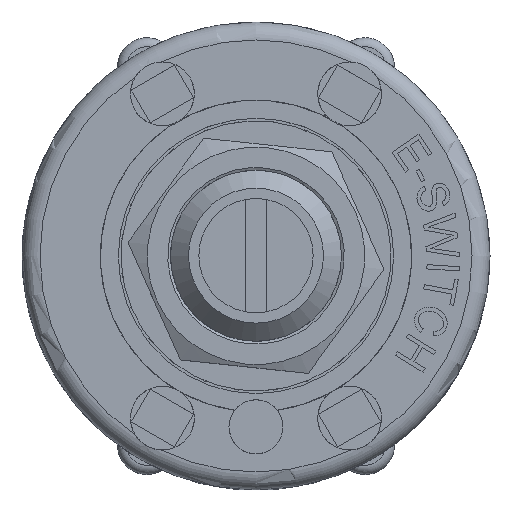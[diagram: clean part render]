
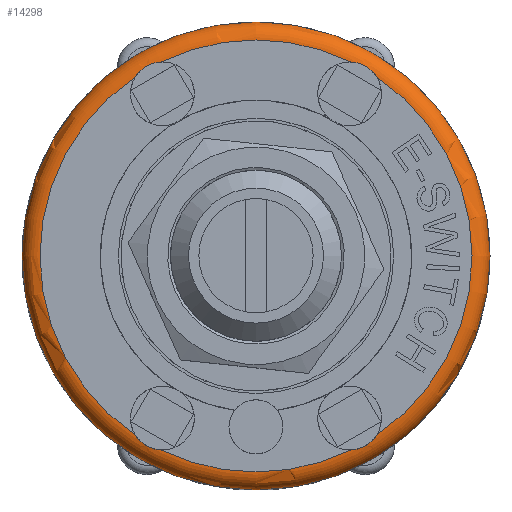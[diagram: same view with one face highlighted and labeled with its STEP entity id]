
A CAD part, top view. The second image highlights one B-rep face of the part: STEP entity #14298.
In plain terms, the highlighted toroidal (fillet/blend) face has major radius 12 mm and minor radius 1 mm.
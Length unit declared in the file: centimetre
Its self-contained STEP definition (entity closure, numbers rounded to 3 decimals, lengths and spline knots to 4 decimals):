
#26=TOROIDAL_SURFACE('',#15037,1.2,0.1);
#559=B_SPLINE_CURVE_WITH_KNOTS('',3,(#24557,#24558,#24559,#24560,#24561,
#24562,#24563,#24564,#24565,#24566,#24567,#24568),.UNSPECIFIED.,.F.,.F.,
(4,2,2,2,2,4),(-0.2692,-0.2446,-0.216,
-0.1921,-0.1645,-0.1357),.UNSPECIFIED.);
#560=B_SPLINE_CURVE_WITH_KNOTS('',3,(#24580,#24581,#24582,#24583,#24584,
#24585,#24586,#24587,#24588,#24589,#24590,#24591),.UNSPECIFIED.,.F.,.F.,
(4,2,2,2,2,4),(-0.2692,-0.2446,-0.216,
-0.1921,-0.1645,-0.1357),.UNSPECIFIED.);
#561=B_SPLINE_CURVE_WITH_KNOTS('',3,(#24608,#24609,#24610,#24611,#24612,
#24613,#24614,#24615,#24616,#24617,#24618,#24619),.UNSPECIFIED.,.F.,.F.,
(4,2,2,2,2,4),(-0.2692,-0.2446,-0.216,
-0.1921,-0.1645,-0.1357),.UNSPECIFIED.);
#562=B_SPLINE_CURVE_WITH_KNOTS('',3,(#24641,#24642,#24643,#24644,#24645,
#24646,#24647,#24648,#24649,#24650,#24651,#24652),.UNSPECIFIED.,.F.,.F.,
(4,2,2,2,2,4),(-0.2692,-0.2446,-0.216,
-0.1921,-0.1645,-0.1357),.UNSPECIFIED.);
#1422=FACE_OUTER_BOUND('',#2265,.T.);
#2265=EDGE_LOOP('',(#12712,#12713,#12714,#12715,#12716,#12717,#12718,#12719,
#12720,#12721,#12722,#12723));
#5490=CIRCLE('',#14990,1.3);
#5517=CIRCLE('',#15038,0.1);
#5518=CIRCLE('',#15039,1.2);
#5519=CIRCLE('',#15040,1.2);
#5520=CIRCLE('',#15041,1.2);
#5521=CIRCLE('',#15042,1.2);
#5522=CIRCLE('',#15043,1.2);
#6829=VERTEX_POINT('',#24519);
#6837=VERTEX_POINT('',#24555);
#6838=VERTEX_POINT('',#24556);
#6841=VERTEX_POINT('',#24578);
#6842=VERTEX_POINT('',#24579);
#6847=VERTEX_POINT('',#24606);
#6848=VERTEX_POINT('',#24607);
#6855=VERTEX_POINT('',#24639);
#6856=VERTEX_POINT('',#24640);
#6859=VERTEX_POINT('',#24662);
#8826=EDGE_CURVE('',#6829,#6829,#5490,.T.);
#8844=EDGE_CURVE('',#6837,#6838,#559,.T.);
#8850=EDGE_CURVE('',#6841,#6842,#560,.T.);
#8858=EDGE_CURVE('',#6847,#6848,#561,.T.);
#8868=EDGE_CURVE('',#6855,#6856,#562,.T.);
#8874=EDGE_CURVE('',#6829,#6859,#5517,.T.);
#8875=EDGE_CURVE('',#6859,#6847,#5518,.T.);
#8876=EDGE_CURVE('',#6848,#6841,#5519,.T.);
#8877=EDGE_CURVE('',#6842,#6837,#5520,.T.);
#8878=EDGE_CURVE('',#6838,#6855,#5521,.T.);
#8879=EDGE_CURVE('',#6856,#6859,#5522,.T.);
#12712=ORIENTED_EDGE('',*,*,#8826,.T.);
#12713=ORIENTED_EDGE('',*,*,#8874,.T.);
#12714=ORIENTED_EDGE('',*,*,#8875,.T.);
#12715=ORIENTED_EDGE('',*,*,#8858,.T.);
#12716=ORIENTED_EDGE('',*,*,#8876,.T.);
#12717=ORIENTED_EDGE('',*,*,#8850,.T.);
#12718=ORIENTED_EDGE('',*,*,#8877,.T.);
#12719=ORIENTED_EDGE('',*,*,#8844,.T.);
#12720=ORIENTED_EDGE('',*,*,#8878,.T.);
#12721=ORIENTED_EDGE('',*,*,#8868,.T.);
#12722=ORIENTED_EDGE('',*,*,#8879,.T.);
#12723=ORIENTED_EDGE('',*,*,#8874,.F.);
#14298=ADVANCED_FACE('',(#1422),#26,.T.);
#14990=AXIS2_PLACEMENT_3D('',#24520,#17863,#17864);
#15037=AXIS2_PLACEMENT_3D('',#24661,#17974,#17975);
#15038=AXIS2_PLACEMENT_3D('',#24663,#17976,#17977);
#15039=AXIS2_PLACEMENT_3D('',#24664,#17978,#17979);
#15040=AXIS2_PLACEMENT_3D('',#24665,#17980,#17981);
#15041=AXIS2_PLACEMENT_3D('',#24666,#17982,#17983);
#15042=AXIS2_PLACEMENT_3D('',#24667,#17984,#17985);
#15043=AXIS2_PLACEMENT_3D('',#24668,#17986,#17987);
#17863=DIRECTION('center_axis',(0.,0.,1.));
#17864=DIRECTION('ref_axis',(-1.,0.,0.));
#17974=DIRECTION('center_axis',(0.,0.,-1.));
#17975=DIRECTION('ref_axis',(-1.,0.,0.));
#17976=DIRECTION('center_axis',(0.,-1.,0.));
#17977=DIRECTION('ref_axis',(1.,0.,0.));
#17978=DIRECTION('center_axis',(0.,0.,-1.));
#17979=DIRECTION('ref_axis',(-1.,0.,0.));
#17980=DIRECTION('center_axis',(0.,0.,-1.));
#17981=DIRECTION('ref_axis',(-1.,0.,0.));
#17982=DIRECTION('center_axis',(0.,0.,-1.));
#17983=DIRECTION('ref_axis',(-1.,0.,0.));
#17984=DIRECTION('center_axis',(0.,0.,-1.));
#17985=DIRECTION('ref_axis',(-1.,0.,0.));
#17986=DIRECTION('center_axis',(0.,0.,-1.));
#17987=DIRECTION('ref_axis',(-1.,0.,0.));
#24519=CARTESIAN_POINT('',(1.3,0.,0.95));
#24520=CARTESIAN_POINT('Origin',(0.,0.,0.95));
#24555=CARTESIAN_POINT('',(-0.67,0.9955,1.05));
#24556=CARTESIAN_POINT('',(-0.5271,1.078,1.05));
#24557=CARTESIAN_POINT('Ctrl Pts',(-0.67,0.9955,
1.05));
#24558=CARTESIAN_POINT('Ctrl Pts',(-0.6646,1.0041,
1.05));
#24559=CARTESIAN_POINT('Ctrl Pts',(-0.6583,1.0124,
1.0498));
#24560=CARTESIAN_POINT('Ctrl Pts',(-0.6428,1.0294,
1.0491));
#24561=CARTESIAN_POINT('Ctrl Pts',(-0.6335,1.0377,
1.0488));
#24562=CARTESIAN_POINT('Ctrl Pts',(-0.615,1.051,1.0484));
#24563=CARTESIAN_POINT('Ctrl Pts',(-0.6061,1.0563,
1.0484));
#24564=CARTESIAN_POINT('Ctrl Pts',(-0.5859,1.0659,1.0487));
#24565=CARTESIAN_POINT('Ctrl Pts',(-0.5747,1.07,1.049));
#24566=CARTESIAN_POINT('Ctrl Pts',(-0.551,1.0759,1.0497));
#24567=CARTESIAN_POINT('Ctrl Pts',(-0.539,1.0775,
1.05));
#24568=CARTESIAN_POINT('Ctrl Pts',(-0.5271,1.078,
1.05));
#24578=CARTESIAN_POINT('',(-0.5271,-1.078,1.05));
#24579=CARTESIAN_POINT('',(-0.67,-0.9955,1.05));
#24580=CARTESIAN_POINT('Ctrl Pts',(-0.5271,-1.078,
1.05));
#24581=CARTESIAN_POINT('Ctrl Pts',(-0.5373,-1.0776,
1.05));
#24582=CARTESIAN_POINT('Ctrl Pts',(-0.5476,-1.0763,
1.0498));
#24583=CARTESIAN_POINT('Ctrl Pts',(-0.5701,-1.0714,1.0491));
#24584=CARTESIAN_POINT('Ctrl Pts',(-0.5819,-1.0675,
1.0488));
#24585=CARTESIAN_POINT('Ctrl Pts',(-0.6027,-1.0581,
1.0484));
#24586=CARTESIAN_POINT('Ctrl Pts',(-0.6117,-1.053,
1.0484));
#24587=CARTESIAN_POINT('Ctrl Pts',(-0.6301,-1.0404,
1.0487));
#24588=CARTESIAN_POINT('Ctrl Pts',(-0.6393,-1.0327,
1.049));
#24589=CARTESIAN_POINT('Ctrl Pts',(-0.6562,-1.0151,
1.0497));
#24590=CARTESIAN_POINT('Ctrl Pts',(-0.6637,-1.0055,
1.05));
#24591=CARTESIAN_POINT('Ctrl Pts',(-0.67,-0.9955,
1.05));
#24606=CARTESIAN_POINT('',(0.67,-0.9955,1.05));
#24607=CARTESIAN_POINT('',(0.5271,-1.078,1.05));
#24608=CARTESIAN_POINT('Ctrl Pts',(0.67,-0.9955,
1.05));
#24609=CARTESIAN_POINT('Ctrl Pts',(0.6646,-1.0041,
1.05));
#24610=CARTESIAN_POINT('Ctrl Pts',(0.6583,-1.0124,
1.0498));
#24611=CARTESIAN_POINT('Ctrl Pts',(0.6428,-1.0294,
1.0491));
#24612=CARTESIAN_POINT('Ctrl Pts',(0.6335,-1.0377,
1.0488));
#24613=CARTESIAN_POINT('Ctrl Pts',(0.615,-1.051,
1.0484));
#24614=CARTESIAN_POINT('Ctrl Pts',(0.6061,-1.0563,
1.0484));
#24615=CARTESIAN_POINT('Ctrl Pts',(0.5859,-1.0659,1.0487));
#24616=CARTESIAN_POINT('Ctrl Pts',(0.5747,-1.07,1.049));
#24617=CARTESIAN_POINT('Ctrl Pts',(0.551,-1.0759,
1.0497));
#24618=CARTESIAN_POINT('Ctrl Pts',(0.539,-1.0775,
1.05));
#24619=CARTESIAN_POINT('Ctrl Pts',(0.5271,-1.078,
1.05));
#24639=CARTESIAN_POINT('',(0.5271,1.078,1.05));
#24640=CARTESIAN_POINT('',(0.67,0.9955,1.05));
#24641=CARTESIAN_POINT('Ctrl Pts',(0.5271,1.078,1.05));
#24642=CARTESIAN_POINT('Ctrl Pts',(0.5373,1.0776,1.05));
#24643=CARTESIAN_POINT('Ctrl Pts',(0.5476,1.0763,1.0498));
#24644=CARTESIAN_POINT('Ctrl Pts',(0.5701,1.0714,1.0491));
#24645=CARTESIAN_POINT('Ctrl Pts',(0.5819,1.0675,1.0488));
#24646=CARTESIAN_POINT('Ctrl Pts',(0.6027,1.0581,1.0484));
#24647=CARTESIAN_POINT('Ctrl Pts',(0.6117,1.053,1.0484));
#24648=CARTESIAN_POINT('Ctrl Pts',(0.6301,1.0404,1.0487));
#24649=CARTESIAN_POINT('Ctrl Pts',(0.6393,1.0327,1.049));
#24650=CARTESIAN_POINT('Ctrl Pts',(0.6562,1.0151,1.0497));
#24651=CARTESIAN_POINT('Ctrl Pts',(0.6637,1.0055,1.05));
#24652=CARTESIAN_POINT('Ctrl Pts',(0.67,0.9955,
1.05));
#24661=CARTESIAN_POINT('Origin',(0.,0.,0.95));
#24662=CARTESIAN_POINT('',(1.2,0.,1.05));
#24663=CARTESIAN_POINT('Origin',(1.2,0.,0.95));
#24664=CARTESIAN_POINT('Origin',(0.,0.,1.05));
#24665=CARTESIAN_POINT('Origin',(0.,0.,1.05));
#24666=CARTESIAN_POINT('Origin',(0.,0.,1.05));
#24667=CARTESIAN_POINT('Origin',(0.,0.,1.05));
#24668=CARTESIAN_POINT('Origin',(0.,0.,1.05));
